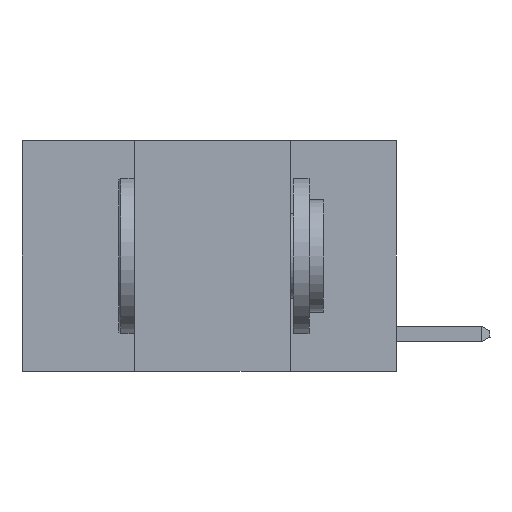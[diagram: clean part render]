
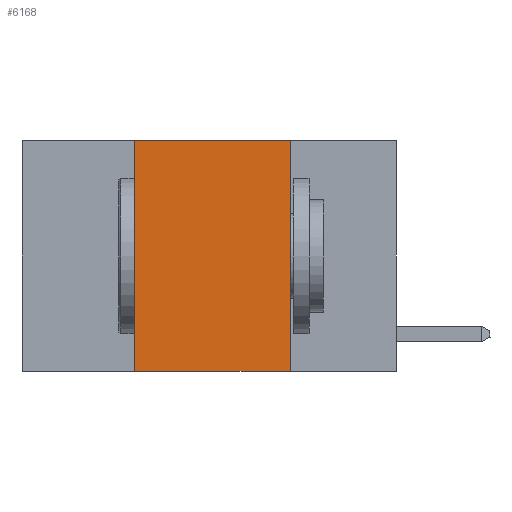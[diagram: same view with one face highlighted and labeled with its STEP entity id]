
A CAD part, left-side view. The second image highlights one B-rep face of the part: STEP entity #6168.
In plain terms, the highlighted planar face has unit normal (-1, 0, 0).
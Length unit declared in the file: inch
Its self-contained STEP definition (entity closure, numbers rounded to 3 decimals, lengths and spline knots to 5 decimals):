
#33 = DIRECTION ( 'NONE',  ( 1., 0., 0. ) ) ;
#957 = VECTOR ( 'NONE', #1090, 39.37008 ) ;
#1090 = DIRECTION ( 'NONE',  ( 0., -1., 0. ) ) ;
#1537 = CARTESIAN_POINT ( 'NONE',  ( 0., 0.6, -0.37 ) ) ;
#2247 = VERTEX_POINT ( 'NONE', #2441 ) ;
#2441 = CARTESIAN_POINT ( 'NONE',  ( 0., 0.17, 0. ) ) ;
#2694 = VERTEX_POINT ( 'NONE', #7665 ) ;
#2823 = DIRECTION ( 'NONE',  ( 0., 0., 1. ) ) ;
#2870 = ORIENTED_EDGE ( 'NONE', *, *, #6906, .T. ) ;
#2884 = LINE ( 'NONE', #7913, #7594 ) ;
#3041 = PLANE ( 'NONE',  #9174 ) ;
#3111 = LINE ( 'NONE', #12435, #7104 ) ;
#3828 = EDGE_CURVE ( 'NONE', #2247, #9073, #3111, .T. ) ;
#4999 = VECTOR ( 'NONE', #11137, 39.37008 ) ;
#5107 = FACE_OUTER_BOUND ( 'NONE', #6173, .T. ) ;
#6168 = ADVANCED_FACE ( 'NONE', ( #5107 ), #3041, .F. ) ;
#6173 = EDGE_LOOP ( 'NONE', ( #11128, #11031, #12251, #2870 ) ) ;
#6906 = EDGE_CURVE ( 'NONE', #11425, #9073, #12056, .T. ) ;
#7104 = VECTOR ( 'NONE', #12645, 39.37008 ) ;
#7594 = VECTOR ( 'NONE', #2823, 39.37008 ) ;
#7665 = CARTESIAN_POINT ( 'NONE',  ( 0., 0.42, 0. ) ) ;
#7913 = CARTESIAN_POINT ( 'NONE',  ( 0., 0.42, 0. ) ) ;
#8170 = EDGE_CURVE ( 'NONE', #11425, #2694, #2884, .T. ) ;
#9073 = VERTEX_POINT ( 'NONE', #12770 ) ;
#9174 = AXIS2_PLACEMENT_3D ( 'NONE', #11431, #33, #10595 ) ;
#9918 = CARTESIAN_POINT ( 'NONE',  ( 0., 0.42, -0.37 ) ) ;
#10595 = DIRECTION ( 'NONE',  ( 0., 0., -1. ) ) ;
#10754 = LINE ( 'NONE', #12724, #957 ) ;
#11031 = ORIENTED_EDGE ( 'NONE', *, *, #12514, .F. ) ;
#11128 = ORIENTED_EDGE ( 'NONE', *, *, #3828, .F. ) ;
#11137 = DIRECTION ( 'NONE',  ( 0., -1., 0. ) ) ;
#11425 = VERTEX_POINT ( 'NONE', #9918 ) ;
#11431 = CARTESIAN_POINT ( 'NONE',  ( 0., 0.6, 0. ) ) ;
#12056 = LINE ( 'NONE', #1537, #4999 ) ;
#12251 = ORIENTED_EDGE ( 'NONE', *, *, #8170, .F. ) ;
#12435 = CARTESIAN_POINT ( 'NONE',  ( 0., 0.17, 0. ) ) ;
#12514 = EDGE_CURVE ( 'NONE', #2694, #2247, #10754, .T. ) ;
#12645 = DIRECTION ( 'NONE',  ( 0., 0., -1. ) ) ;
#12724 = CARTESIAN_POINT ( 'NONE',  ( 0., 0.6, 0. ) ) ;
#12770 = CARTESIAN_POINT ( 'NONE',  ( 0., 0.17, -0.37 ) ) ;
